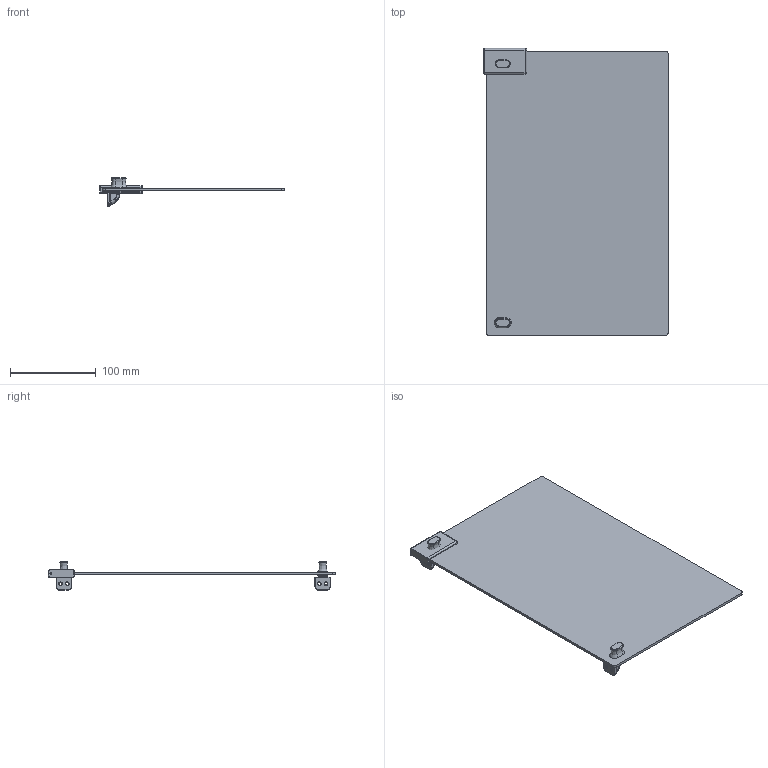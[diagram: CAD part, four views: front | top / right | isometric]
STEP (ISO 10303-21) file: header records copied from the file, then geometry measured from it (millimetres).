
FILE_DESCRIPTION(/* description */ (''),/* implementation_level */ '2;1');
FILE_NAME(/* name */ 'Annex_Handles.step',/* time_stamp */ '2023-04-06T22:25:14-07:00',/* author */ (''),/* organization */ (''),/* preprocessor_version */ 'ST-DEVELOPER v19.2',/* originating_system */ 'Autodesk Translation Framework v11.17.0.187',/* authorisation */ '');
FILE_SCHEMA (('AUTOMOTIVE_DESIGN { 1 0 10303 214 3 1 1 }'));
Length unit declared in the file: millimetre
Products named in the file (6): Door; Panel; Handle; Block; Latch; Jig
Assembly tree (5 placements, depth 2):
  Door
    Panel
    Handle
    Block
    Latch
    Jig
Bounding box: 215 x 335 x 33 mm (x, y, z)
Volume: 227467.5 mm3; surface area: 157144.8 mm2
Topology: 8 solids, 8 shells, 240 faces, 548 edges, 328 vertices
Faces by surface type: plane 90, cylinder 67, cone 43, bspline 32, sphere 8
Full cylindrical faces by diameter (mm): 2 x2, 3.4 x16, 4.7 x4, 6 x6
Entity records: 7910 total; most frequent: CARTESIAN_POINT 2337, DIRECTION 1115, ORIENTED_EDGE 1096, EDGE_CURVE 548, AXIS2_PLACEMENT_3D 408, VERTEX_POINT 328, LINE 299, VECTOR 299
